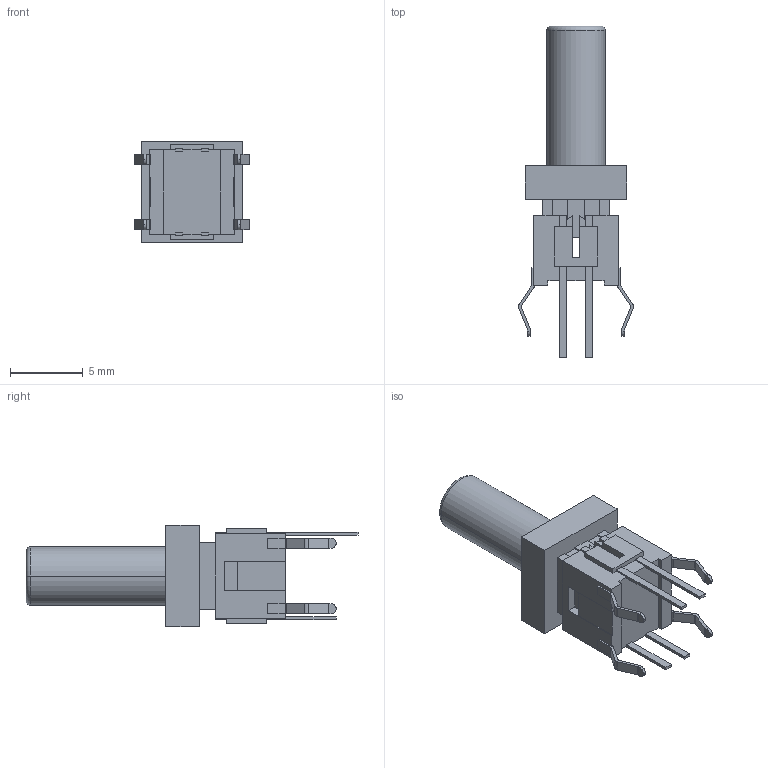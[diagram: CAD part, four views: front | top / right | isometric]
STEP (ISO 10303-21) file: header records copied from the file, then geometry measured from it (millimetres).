
FILE_DESCRIPTION (( 'STEP AP214' ), '1' );
FILE_NAME ('TC002-N11AS1XT-RGB.STEP', '2022-06-19T15:10:16', ( '' ), ( '' ), 'SwSTEP 2.0', 'SolidWorks 2017', '' );
FILE_SCHEMA (( 'AUTOMOTIVE_DESIGN' ));
Length unit declared in the file: millimetre
Products named in the file (1): TC002-N11AS1XT-RGB
Bounding box: 7.9 x 22.8 x 7 mm (x, y, z)
Volume: 411.9 mm3; surface area: 712.4 mm2
Topology: 11 solids, 11 shells, 235 faces, 670 edges, 446 vertices
Faces by surface type: plane 199, cylinder 34, torus 2
Entity records: 7708 total; most frequent: CARTESIAN_POINT 1352, ORIENTED_EDGE 1340, DIRECTION 1214, EDGE_CURVE 670, VECTOR 598, LINE 598, VERTEX_POINT 446, AXIS2_PLACEMENT_3D 308
